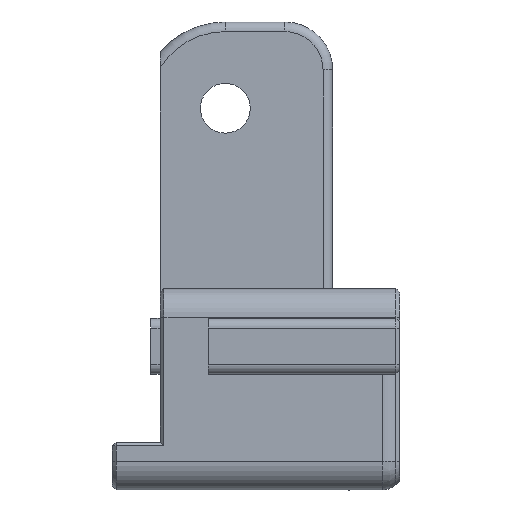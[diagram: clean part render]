
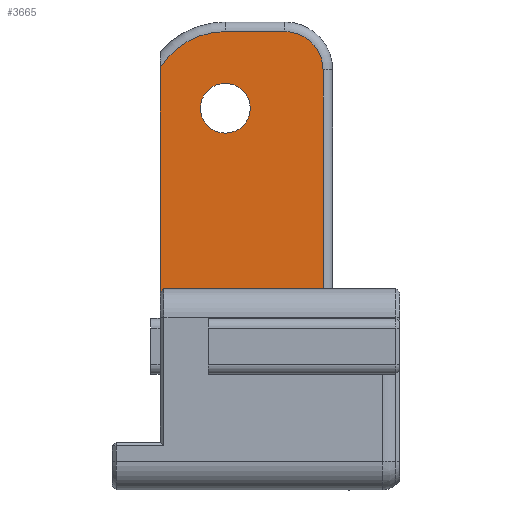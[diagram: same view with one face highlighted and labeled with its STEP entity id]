
A CAD part, front view. The second image highlights one B-rep face of the part: STEP entity #3665.
In plain terms, the highlighted face is planar.
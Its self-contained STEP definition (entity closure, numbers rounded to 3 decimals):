
#88=FACE_BOUND('',#492,.T.);
#106=PLANE('',#3950);
#255=FACE_OUTER_BOUND('',#491,.T.);
#491=EDGE_LOOP('',(#2532,#2533,#2534,#2535,#2536,#2537));
#492=EDGE_LOOP('',(#2538));
#745=LINE('',#5630,#1067);
#752=LINE('',#5713,#1074);
#753=LINE('',#5716,#1075);
#757=LINE('',#5730,#1079);
#1067=VECTOR('',#4424,10.);
#1074=VECTOR('',#4435,10.);
#1075=VECTOR('',#4440,10.);
#1079=VECTOR('',#4456,10.);
#1375=CIRCLE('',#3918,2.6);
#1393=CIRCLE('',#3947,4.);
#1395=CIRCLE('',#3951,8.);
#1571=VERTEX_POINT('',#5564);
#1597=VERTEX_POINT('',#5627);
#1598=VERTEX_POINT('',#5629);
#1611=VERTEX_POINT('',#5710);
#1612=VERTEX_POINT('',#5712);
#1614=VERTEX_POINT('',#5720);
#1616=VERTEX_POINT('',#5729);
#1904=EDGE_CURVE('',#1571,#1571,#1375,.T.);
#1935=EDGE_CURVE('',#1597,#1598,#745,.T.);
#1949=EDGE_CURVE('',#1611,#1612,#752,.T.);
#1951=EDGE_CURVE('',#1612,#1597,#753,.T.);
#1954=EDGE_CURVE('',#1614,#1611,#1393,.T.);
#1958=EDGE_CURVE('',#1616,#1614,#757,.T.);
#1959=EDGE_CURVE('',#1598,#1616,#1395,.T.);
#2532=ORIENTED_EDGE('',*,*,#1951,.F.);
#2533=ORIENTED_EDGE('',*,*,#1949,.F.);
#2534=ORIENTED_EDGE('',*,*,#1954,.F.);
#2535=ORIENTED_EDGE('',*,*,#1958,.F.);
#2536=ORIENTED_EDGE('',*,*,#1959,.F.);
#2537=ORIENTED_EDGE('',*,*,#1935,.F.);
#2538=ORIENTED_EDGE('',*,*,#1904,.F.);
#3665=ADVANCED_FACE('',(#255,#88),#106,.F.);
#3918=AXIS2_PLACEMENT_3D('',#5566,#4364,#4365);
#3947=AXIS2_PLACEMENT_3D('',#5722,#4446,#4447);
#3950=AXIS2_PLACEMENT_3D('',#5728,#4454,#4455);
#3951=AXIS2_PLACEMENT_3D('',#5731,#4457,#4458);
#4364=DIRECTION('center_axis',(1.,0.,0.));
#4365=DIRECTION('ref_axis',(0.,-1.,0.));
#4424=DIRECTION('',(0.,0.,-1.));
#4435=DIRECTION('',(0.,0.,1.));
#4440=DIRECTION('',(0.,1.,0.));
#4446=DIRECTION('center_axis',(-1.,0.,0.));
#4447=DIRECTION('ref_axis',(0.,-0.894,-0.447));
#4454=DIRECTION('center_axis',(-1.,0.,0.));
#4455=DIRECTION('ref_axis',(0.,1.,0.));
#4456=DIRECTION('',(0.,-1.,0.));
#4457=DIRECTION('center_axis',(-1.,0.,0.));
#4458=DIRECTION('ref_axis',(0.,0.415,-0.91));
#5564=CARTESIAN_POINT('',(70.806,-304.2,15.774));
#5566=CARTESIAN_POINT('Origin',(70.806,-306.8,15.774));
#5627=CARTESIAN_POINT('',(70.806,-300.,41.8));
#5629=CARTESIAN_POINT('',(70.806,-300.,11.559));
#5630=CARTESIAN_POINT('',(70.806,-300.,17.782));
#5710=CARTESIAN_POINT('',(70.806,-317.,11.774));
#5712=CARTESIAN_POINT('',(70.806,-317.,41.8));
#5713=CARTESIAN_POINT('',(70.806,-317.,35.143));
#5716=CARTESIAN_POINT('',(70.806,-303.95,41.8));
#5720=CARTESIAN_POINT('',(70.806,-313.,7.774));
#5722=CARTESIAN_POINT('Origin',(70.806,-313.,11.774));
#5728=CARTESIAN_POINT('Origin',(70.806,-307.9,25.687));
#5729=CARTESIAN_POINT('',(70.806,-306.8,7.774));
#5730=CARTESIAN_POINT('',(70.806,-312.95,7.774));
#5731=CARTESIAN_POINT('Origin',(70.806,-306.8,15.774));
